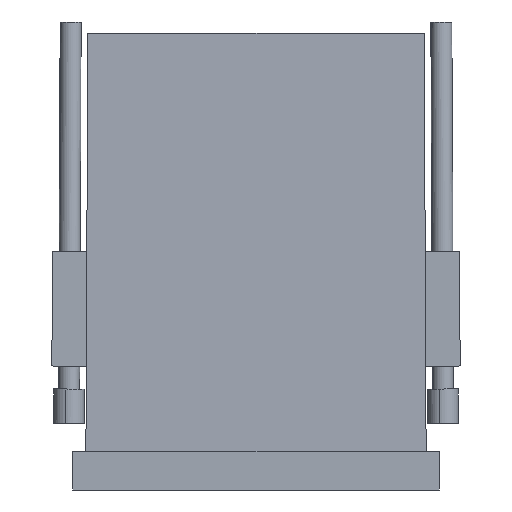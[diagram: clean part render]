
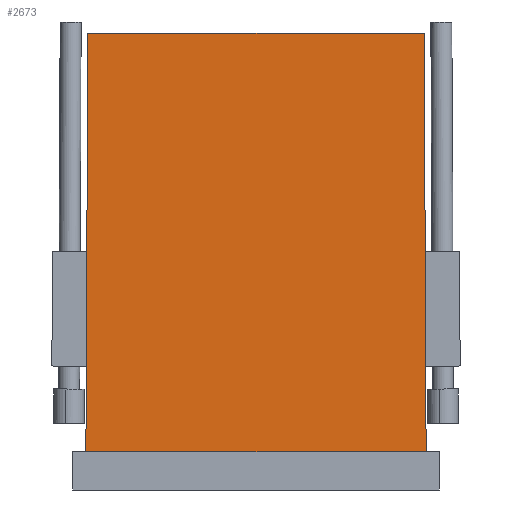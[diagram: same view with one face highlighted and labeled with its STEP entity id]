
A CAD part, front view. The second image highlights one B-rep face of the part: STEP entity #2673.
In plain terms, the highlighted planar face has unit normal (0, -1, 0.005).
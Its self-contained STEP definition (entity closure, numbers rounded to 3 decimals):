
#22 = EDGE_CURVE ( 'NONE', #3032, #1154, #2447, .T. ) ;
#35 = DIRECTION ( 'NONE',  ( -0.005, 0.005, 1. ) ) ;
#58 = DIRECTION ( 'NONE',  ( 0.005, 0.005, 1. ) ) ;
#137 = CARTESIAN_POINT ( 'NONE',  ( -44., -22.25, 0. ) ) ;
#183 = ORIENTED_EDGE ( 'NONE', *, *, #2777, .T. ) ;
#194 = FACE_OUTER_BOUND ( 'NONE', #774, .T. ) ;
#424 = VERTEX_POINT ( 'NONE', #451 ) ;
#449 = EDGE_CURVE ( 'NONE', #424, #1154, #1740, .T. ) ;
#451 = CARTESIAN_POINT ( 'NONE',  ( 44.501, -22.751, -109.5 ) ) ;
#474 = AXIS2_PLACEMENT_3D ( 'NONE', #137, #1103, #841 ) ;
#503 = LINE ( 'NONE', #2198, #3084 ) ;
#563 = DIRECTION ( 'NONE',  ( 1., 0., 0. ) ) ;
#619 = LINE ( 'NONE', #2486, #2443 ) ;
#624 = VERTEX_POINT ( 'NONE', #1509 ) ;
#666 = EDGE_CURVE ( 'NONE', #624, #3032, #619, .T. ) ;
#774 = EDGE_LOOP ( 'NONE', ( #2619, #2467, #183, #3103 ) ) ;
#797 = CARTESIAN_POINT ( 'NONE',  ( 44., -22.25, 0. ) ) ;
#841 = DIRECTION ( 'NONE',  ( 0., -0.005, -1. ) ) ;
#1103 = DIRECTION ( 'NONE',  ( 0., -1., 0.005 ) ) ;
#1149 = VECTOR ( 'NONE', #35, 1000. ) ;
#1154 = VERTEX_POINT ( 'NONE', #797 ) ;
#1245 = CARTESIAN_POINT ( 'NONE',  ( 43.998, -22.248, 0.402 ) ) ;
#1509 = CARTESIAN_POINT ( 'NONE',  ( -44.501, -22.751, -109.5 ) ) ;
#1584 = PLANE ( 'NONE',  #474 ) ;
#1740 = LINE ( 'NONE', #1245, #1149 ) ;
#1742 = CARTESIAN_POINT ( 'NONE',  ( -44., -22.25, 0. ) ) ;
#2198 = CARTESIAN_POINT ( 'NONE',  ( -44., -22.751, -109.5 ) ) ;
#2222 = CARTESIAN_POINT ( 'NONE',  ( -44., -22.25, 0. ) ) ;
#2443 = VECTOR ( 'NONE', #58, 1000. ) ;
#2447 = LINE ( 'NONE', #1742, #2708 ) ;
#2467 = ORIENTED_EDGE ( 'NONE', *, *, #666, .F. ) ;
#2486 = CARTESIAN_POINT ( 'NONE',  ( -43.999, -22.249, 0.203 ) ) ;
#2619 = ORIENTED_EDGE ( 'NONE', *, *, #22, .F. ) ;
#2673 = ADVANCED_FACE ( 'NONE', ( #194 ), #1584, .T. ) ;
#2708 = VECTOR ( 'NONE', #563, 1000. ) ;
#2777 = EDGE_CURVE ( 'NONE', #624, #424, #503, .T. ) ;
#3000 = DIRECTION ( 'NONE',  ( 1., 0., 0. ) ) ;
#3032 = VERTEX_POINT ( 'NONE', #2222 ) ;
#3084 = VECTOR ( 'NONE', #3000, 1000. ) ;
#3103 = ORIENTED_EDGE ( 'NONE', *, *, #449, .T. ) ;
